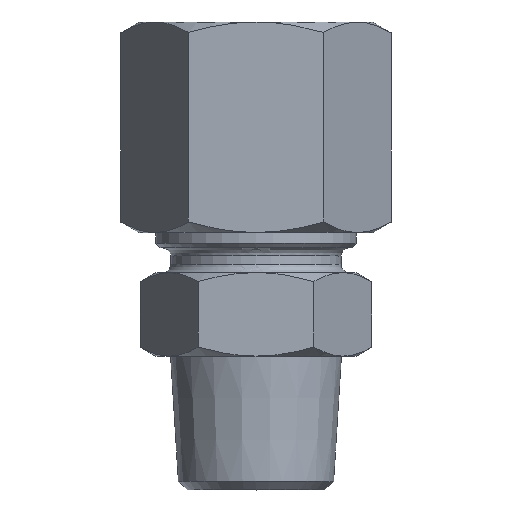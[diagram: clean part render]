
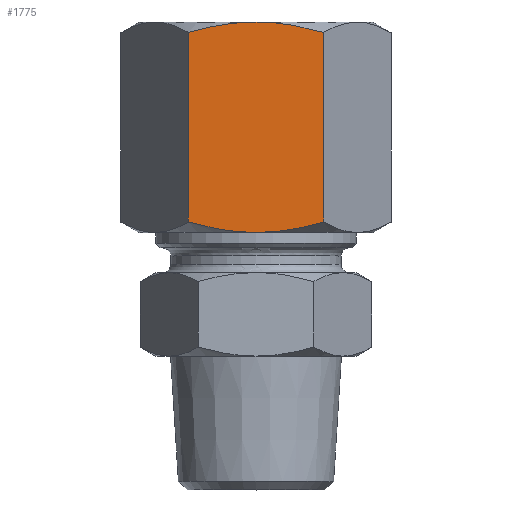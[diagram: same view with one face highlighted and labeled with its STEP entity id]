
A CAD part, top view. The second image highlights one B-rep face of the part: STEP entity #1775.
In plain terms, the highlighted planar face has unit normal (0, 0, 1).
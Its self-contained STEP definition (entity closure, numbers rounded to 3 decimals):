
#299=CARTESIAN_POINT('',(0.,28.,7.0));
#300=VERTEX_POINT('',#299);
#583=CARTESIAN_POINT('',(-4.041,16.025,7.0));
#584=VERTEX_POINT('',#583);
#585=CARTESIAN_POINT('',(0.,15.4,7.0));
#586=VERTEX_POINT('',#585);
#587=CARTESIAN_POINT('',(-4.041,16.025,7.0));
#588=CARTESIAN_POINT('',(-1.876,15.4,7.0));
#589=CARTESIAN_POINT('',(0.,15.4,7.0));
#597=(BOUNDED_CURVE()B_SPLINE_CURVE(2,(#587,#588,#589),.UNSPECIFIED.,.F.,.U.)B_SPLINE_CURVE_WITH_KNOTS((3,3),(0.387,0.858),.UNSPECIFIED.)CURVE()GEOMETRIC_REPRESENTATION_ITEM()RATIONAL_B_SPLINE_CURVE((1.063,1.07,1.0))REPRESENTATION_ITEM(''));
#598=EDGE_CURVE('',#584,#586,#597,.T.);
#630=CARTESIAN_POINT('',(4.041,16.025,7.));
#631=VERTEX_POINT('',#630);
#647=CARTESIAN_POINT('',(0.,15.4,7.0));
#648=CARTESIAN_POINT('',(1.876,15.4,7.));
#649=CARTESIAN_POINT('',(4.041,16.025,7.));
#657=(BOUNDED_CURVE()B_SPLINE_CURVE(2,(#647,#648,#649),.UNSPECIFIED.,.F.,.U.)B_SPLINE_CURVE_WITH_KNOTS((3,3),(0.858,1.33),.UNSPECIFIED.)CURVE()GEOMETRIC_REPRESENTATION_ITEM()RATIONAL_B_SPLINE_CURVE((1.0,1.07,1.063))REPRESENTATION_ITEM(''));
#658=EDGE_CURVE('',#586,#631,#657,.T.);
#1001=CARTESIAN_POINT('',(4.041,27.375,7.));
#1002=VERTEX_POINT('',#1001);
#1017=CARTESIAN_POINT('',(4.041,27.375,7.));
#1018=CARTESIAN_POINT('',(1.876,28.,7.));
#1019=CARTESIAN_POINT('',(0.,28.,7.0));
#1027=(BOUNDED_CURVE()B_SPLINE_CURVE(2,(#1017,#1018,#1019),.UNSPECIFIED.,.F.,.U.)B_SPLINE_CURVE_WITH_KNOTS((3,3),(0.367,0.835),.UNSPECIFIED.)CURVE()GEOMETRIC_REPRESENTATION_ITEM()RATIONAL_B_SPLINE_CURVE((1.061,1.069,1.0))REPRESENTATION_ITEM(''));
#1028=EDGE_CURVE('',#1002,#300,#1027,.T.);
#1038=CARTESIAN_POINT('',(-4.041,27.375,7.0));
#1039=VERTEX_POINT('',#1038);
#1040=CARTESIAN_POINT('',(0.,28.,7.0));
#1041=CARTESIAN_POINT('',(-1.876,28.,7.));
#1042=CARTESIAN_POINT('',(-4.041,27.375,7.0));
#1050=(BOUNDED_CURVE()B_SPLINE_CURVE(2,(#1040,#1041,#1042),.UNSPECIFIED.,.F.,.U.)B_SPLINE_CURVE_WITH_KNOTS((3,3),(0.835,1.303),.UNSPECIFIED.)CURVE()GEOMETRIC_REPRESENTATION_ITEM()RATIONAL_B_SPLINE_CURVE((1.0,1.069,1.061))REPRESENTATION_ITEM(''));
#1051=EDGE_CURVE('',#300,#1039,#1050,.T.);
#1747=CARTESIAN_POINT('',(4.041,27.375,7.));
#1748=DIRECTION('',(0.0,-1.0,0.0));
#1749=VECTOR('',#1748,11.35);
#1750=LINE('',#1747,#1749);
#1751=EDGE_CURVE('',#1002,#631,#1750,.T.);
#1757=CARTESIAN_POINT('',(-4.041,28.,7.0));
#1758=DIRECTION('',(0.0,0.0,1.0));
#1759=DIRECTION('',(1.0,0.0,0.0));
#1760=AXIS2_PLACEMENT_3D('',#1757,#1758,#1759);
#1761=PLANE('',#1760);
#1762=ORIENTED_EDGE('',*,*,#658,.T.);
#1763=ORIENTED_EDGE('',*,*,#1751,.F.);
#1764=ORIENTED_EDGE('',*,*,#1028,.T.);
#1765=ORIENTED_EDGE('',*,*,#1051,.T.);
#1766=CARTESIAN_POINT('',(-4.041,27.375,7.0));
#1767=DIRECTION('',(0.0,-1.0,0.0));
#1768=VECTOR('',#1767,11.35);
#1769=LINE('',#1766,#1768);
#1770=EDGE_CURVE('',#1039,#584,#1769,.T.);
#1771=ORIENTED_EDGE('',*,*,#1770,.T.);
#1772=ORIENTED_EDGE('',*,*,#598,.T.);
#1773=EDGE_LOOP('',(#1762,#1763,#1764,#1765,#1771,#1772));
#1774=FACE_OUTER_BOUND('',#1773,.T.);
#1775=ADVANCED_FACE('',(#1774),#1761,.T.);
